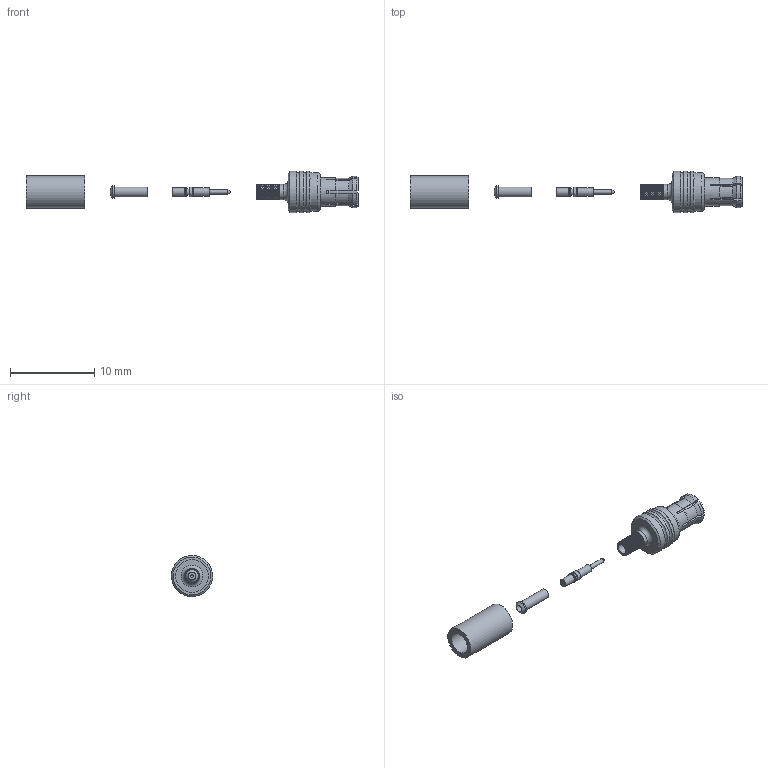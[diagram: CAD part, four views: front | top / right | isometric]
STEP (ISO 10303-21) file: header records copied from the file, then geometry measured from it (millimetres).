
FILE_DESCRIPTION( ( 'Unknown' ), '1' );
FILE_NAME( '60646031210420.stp', 'Unknown', ( 'Unknown' ), ( 'Unknown' ), 'PSStep 21.0.46', 'Unknown', ' ' );
FILE_SCHEMA( ( 'AUTOMOTIVE_DESIGN { 1 0 10303 214 1 1 1 1 }' ) );
Length unit declared in the file: millimetre
Products named in the file (8): 60646031210420_Housing
Bounding box: 39.4 x 4.9 x 4.9 mm (x, y, z)
Volume: 275.2 mm3; surface area: 1141.2 mm2
Topology: 8 solids, 8 shells, 5474 faces, 11314 edges, 5880 vertices
Faces by surface type: bspline 4000, cylinder 1154, plane 238, cone 72, torus 10
Full cylindrical faces by diameter (mm): 0.2 x2, 0.35 x2, 0.5 x2, 0.8 x2, 0.9 x2, 0.95 x4, 1.1 x2, 1.15 x2, 1.18 x4, 1.22 x2, 1.5 x2, 1.8 x2, 2.04 x2, 2.45 x2, 2.6 x2, 3 x2, 3.15 x2, 3.35 x2, 3.7 x2, 3.85 x4, 3.9 x2, 4.6 x2, 4.9 x6
Entity records: 294458 total; most frequent: CARTESIAN_POINT 183058, ORIENTED_EDGE 22368, EDGE_CURVE 11184, VERTEX_POINT 5842, EDGE_LOOP 5604, FACE_OUTER_BOUND 5540, STYLED_ITEM 5474, PRESENTATION_STYLE_ASSIGNMENT 5474
